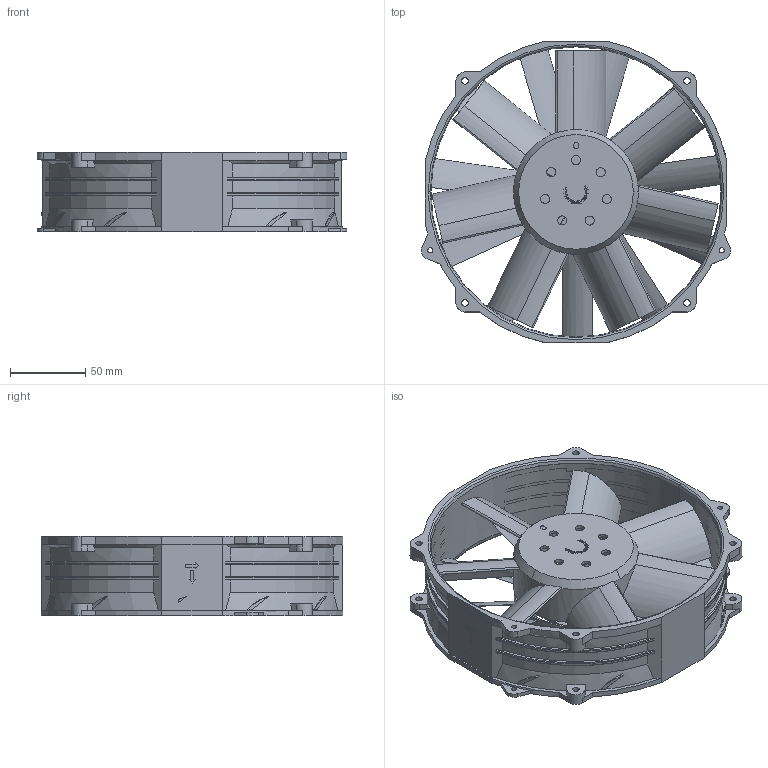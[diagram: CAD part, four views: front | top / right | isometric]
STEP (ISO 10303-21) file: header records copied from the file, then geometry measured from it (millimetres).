
FILE_DESCRIPTION((''),'2;1');
FILE_NAME('ASM0001_ASM','2021-04-09T',('JASON.LEE'),(''),'CREO PARAMETRIC BY PTC INC, 2015080','CREO PARAMETRIC BY PTC INC, 2015080','');
FILE_SCHEMA(('CONFIG_CONTROL_DESIGN'));
Products named in the file (14): ___J2; _______S___C1; THB2048HG-01-FRAME_1_ASM; THB2048HG-01-FRAME_ASM; _______S___C1_1; 410322000-PPE_PS_STP_4_; 410322000-PPE_PS_STP_5_; 410322000-PPE_PS_STP_2_; 410322000-PPE_PS_STP_3_; 410322000-PPE_PS_STP_6_; 410322000-PPE_PS_STP_7_; THB2048HG-01-IMPELLER_1_ASM; THB2048HG-01-IMPELLER_ASM; ASM0001_ASM
Assembly tree (13 placements, depth 4):
  ASM0001_ASM
    THB2048HG-01-FRAME_ASM
      THB2048HG-01-FRAME_1_ASM
        ___J2
        _______S___C1
    THB2048HG-01-IMPELLER_ASM
      THB2048HG-01-IMPELLER_1_ASM
        _______S___C1_1
        410322000-PPE_PS_STP_4_
        410322000-PPE_PS_STP_5_
        410322000-PPE_PS_STP_2_
        410322000-PPE_PS_STP_3_
        410322000-PPE_PS_STP_6_
        410322000-PPE_PS_STP_7_
Bounding box: 205.07 x 200 x 53 mm (x, y, z)
Volume: 241337 mm3; surface area: 196665.7 mm2
Topology: 9 solids, 9 shells, 1177 faces, 3427 edges, 2289 vertices
Faces by surface type: plane 737, cylinder 330, cone 60, torus 38, extrusion 8, bspline 4
Entity records: 40875 total; most frequent: CARTESIAN_POINT 9330, ORIENTED_EDGE 6854, DIRECTION 6216, EDGE_CURVE 3427, VERTEX_POINT 2289, VECTOR 2120, LINE 2112, AXIS2_PLACEMENT_3D 2048
